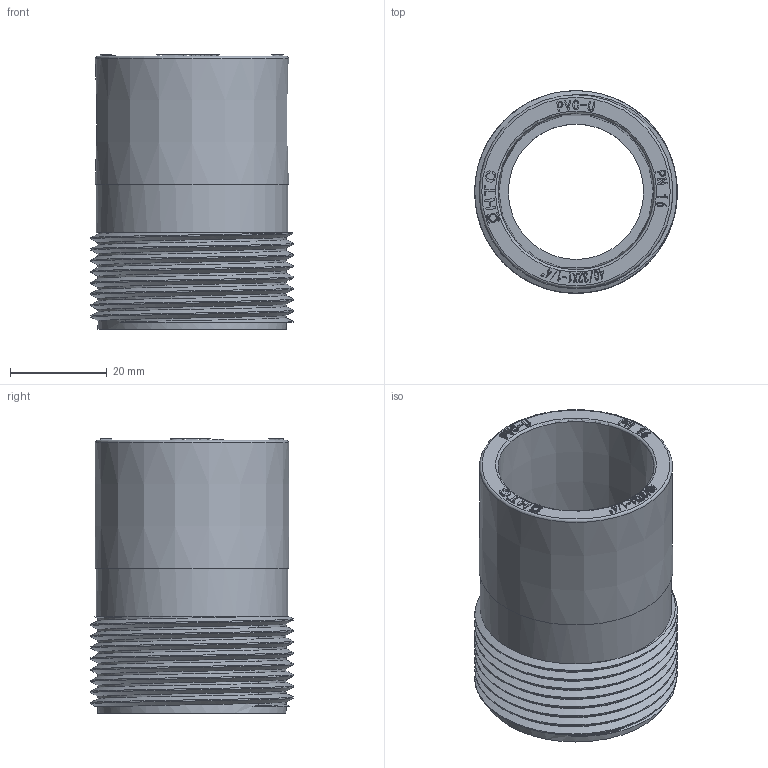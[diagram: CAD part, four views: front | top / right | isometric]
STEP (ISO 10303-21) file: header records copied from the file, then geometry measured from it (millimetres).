
FILE_DESCRIPTION(/* description */ (''),/* implementation_level */ '2;1');
FILE_NAME(/* name */ 'Z7A032040.stp',/* time_stamp */ '2025-10-14T08:15:38+08:00',/* author */ (''),/* organization */ (''),/* preprocessor_version */ 'ST-DEVELOPER v16.7',/* originating_system */ 'SIEMENS PLM Software NX 12.0',/* authorisation */ '');
FILE_SCHEMA (('AUTOMOTIVE_DESIGN { 1 0 10303 214 3 1 1 1 }'));
Length unit declared in the file: millimetre
Products named in the file (1): Admi18A8C8BF3hfl
Bounding box: 41.91 x 41.91 x 56.8 mm (x, y, z)
Volume: 27315.4 mm3; surface area: 15886.1 mm2
Topology: 1 solids, 1 shells, 627 faces, 1760 edges, 1174 vertices
Faces by surface type: plane 545, extrusion 55, cylinder 19, cone 3, torus 3, bspline 2
Full cylindrical faces by diameter (mm): 1.401 x1, 1.868 x1, 28 x1, 32 x1, 38.952 x9, 39.6 x1
Entity records: 24125 total; most frequent: CARTESIAN_POINT 10387, ORIENTED_EDGE 3432, DIRECTION 1827, EDGE_CURVE 1716, B_SPLINE_CURVE_WITH_KNOTS 1165, VERTEX_POINT 1150, EDGE_LOOP 672, VECTOR 621
